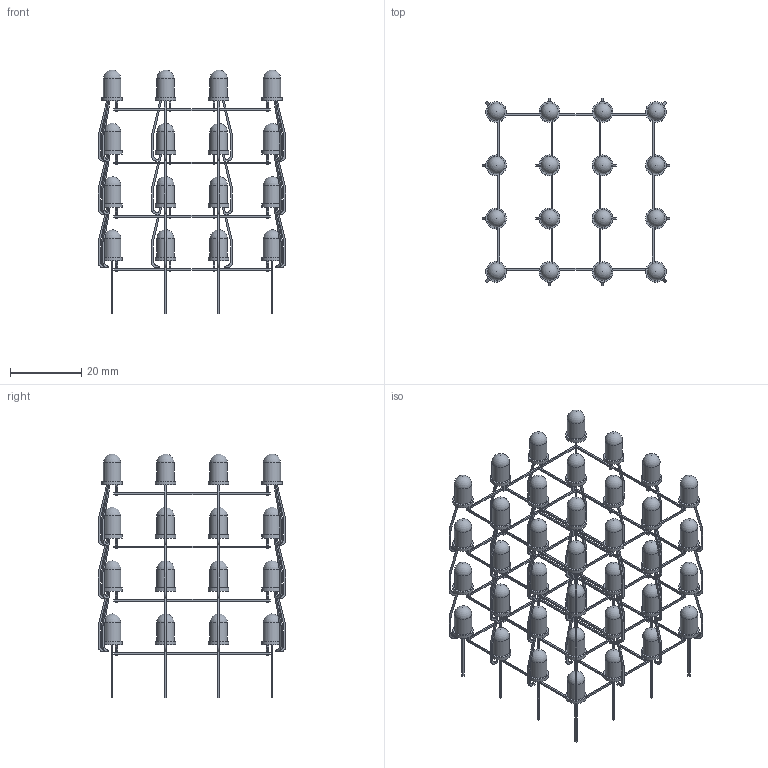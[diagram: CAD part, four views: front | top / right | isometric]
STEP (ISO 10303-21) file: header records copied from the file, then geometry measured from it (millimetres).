
FILE_DESCRIPTION(/* description */ ('Unknown'),/* implementation_level */ '2;1');
FILE_NAME(/* name */ 'leds',/* time_stamp */ '2018-11-06T03:29:40+01:00',/* author */ ('Unknown'),/* organization */ ('Unknown'),/* preprocessor_version */ 'ST-DEVELOPER v16.7',/* originating_system */ 'DEX',/* authorisation */ $);
FILE_SCHEMA (('AUTOMOTIVE_DESIGN {1 0 10303 214 3 1 1}'));
Length unit declared in the file: millimetre
Products named in the file (1): leds
Bounding box: 52.8 x 52.8 x 68.7 mm (x, y, z)
Volume: 10591.7 mm3; surface area: 15621.7 mm2
Topology: 26 solids, 26 shells, 1348 faces, 3572 edges, 2360 vertices
Faces by surface type: plane 1000, cylinder 284, sphere 64
Full cylindrical faces by diameter (mm): 4.9 x64, 5.8 x64
Entity records: 50003 total; most frequent: CARTESIAN_POINT 6961, ORIENTED_EDGE 6632, DIRECTION 6582, EDGE_CURVE 3316, LINE 2748, VECTOR 2748, VERTEX_POINT 2296, AXIS2_PLACEMENT_3D 1917
